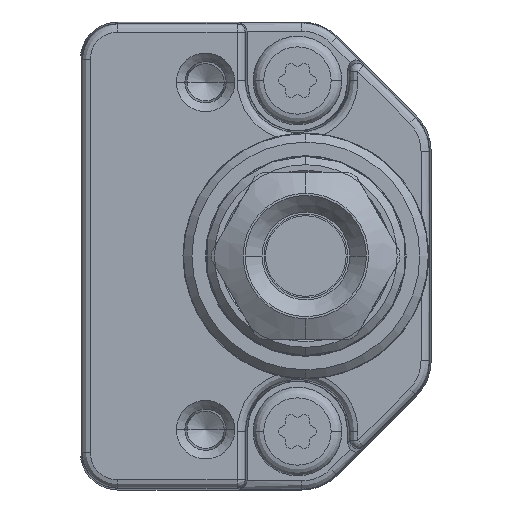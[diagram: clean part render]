
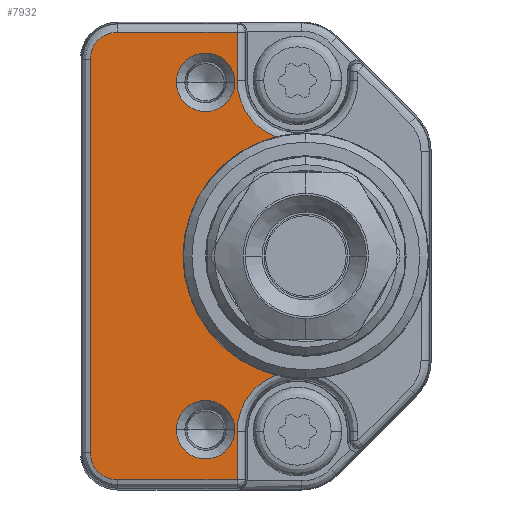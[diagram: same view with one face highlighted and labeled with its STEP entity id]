
A CAD part, left-side view. The second image highlights one B-rep face of the part: STEP entity #7932.
In plain terms, the highlighted planar face has unit normal (-1, 0, 0).
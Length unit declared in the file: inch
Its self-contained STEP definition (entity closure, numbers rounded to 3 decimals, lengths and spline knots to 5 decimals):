
#1235=DIRECTION('',(0.,0.,1.));
#1236=VECTOR('',#1235,0.11399);
#1237=CARTESIAN_POINT('',(-0.49213,0.45723,
-0.52737));
#1238=LINE('',#1237,#1236);
#1239=DIRECTION('',(0.,-1.,0.));
#1240=VECTOR('',#1239,0.28096);
#1241=CARTESIAN_POINT('',(-0.49213,0.73819,
-0.52737));
#1242=LINE('',#1241,#1240);
#1243=CARTESIAN_POINT('',(-0.49213,0.73819,
-0.4626));
#1244=DIRECTION('',(-1.,0.,0.));
#1245=DIRECTION('',(0.,1.,0.));
#1246=AXIS2_PLACEMENT_3D('',#1243,#1244,#1245);
#1248=DIRECTION('',(0.,0.,-1.));
#1249=VECTOR('',#1248,0.9252);
#1250=CARTESIAN_POINT('',(-0.49213,0.80296,
0.4626));
#1251=LINE('',#1250,#1249);
#1252=CARTESIAN_POINT('',(-0.49213,0.73819,
0.4626));
#1253=DIRECTION('',(-1.,0.,0.));
#1254=DIRECTION('',(0.,0.,1.));
#1255=AXIS2_PLACEMENT_3D('',#1252,#1253,#1254);
#1257=DIRECTION('',(0.,1.,0.));
#1258=VECTOR('',#1257,0.28096);
#1259=CARTESIAN_POINT('',(-0.49213,0.45723,
0.52737));
#1260=LINE('',#1259,#1258);
#1261=DIRECTION('',(0.,0.,1.));
#1262=VECTOR('',#1261,0.11399);
#1263=CARTESIAN_POINT('',(-0.49213,0.45723,
0.41339));
#1264=LINE('',#1263,#1262);
#1265=CARTESIAN_POINT('',(-0.49213,0.31496,
0.41339));
#1266=DIRECTION('',(1.,0.,0.));
#1267=DIRECTION('',(0.,0.359,-0.933));
#1268=AXIS2_PLACEMENT_3D('',#1265,#1266,#1267);
#1270=CARTESIAN_POINT('',(-0.49213,0.29528,0.));
#1271=DIRECTION('',(-1.,0.,0.));
#1272=DIRECTION('',(0.,0.244,0.97));
#1273=AXIS2_PLACEMENT_3D('',#1270,#1271,#1272);
#1275=CARTESIAN_POINT('',(-0.49213,0.31496,
-0.41339));
#1276=DIRECTION('',(1.,0.,0.));
#1277=DIRECTION('',(0.,1.,0.));
#1278=AXIS2_PLACEMENT_3D('',#1275,#1276,#1277);
#1280=CARTESIAN_POINT('',(-0.49213,0.5315,
-0.40915));
#1281=DIRECTION('',(1.,0.,0.));
#1282=DIRECTION('',(0.,-1.,0.));
#1283=AXIS2_PLACEMENT_3D('',#1280,#1281,#1282);
#1285=CARTESIAN_POINT('',(-0.49213,0.5315,
-0.40915));
#1286=DIRECTION('',(1.,0.,0.));
#1287=DIRECTION('',(0.,1.,0.));
#1288=AXIS2_PLACEMENT_3D('',#1285,#1286,#1287);
#1290=CARTESIAN_POINT('',(-0.49213,0.5315,
0.40915));
#1291=DIRECTION('',(1.,0.,0.));
#1292=DIRECTION('',(0.,-1.,0.));
#1293=AXIS2_PLACEMENT_3D('',#1290,#1291,#1292);
#1295=CARTESIAN_POINT('',(-0.49213,0.5315,
0.40915));
#1296=DIRECTION('',(1.,0.,0.));
#1297=DIRECTION('',(0.,1.,0.));
#1298=AXIS2_PLACEMENT_3D('',#1295,#1296,#1297);
#5886=CARTESIAN_POINT('',(-0.49213,0.80296,
-0.4626));
#5887=CARTESIAN_POINT('',(-0.49213,0.73819,
-0.52737));
#5888=VERTEX_POINT('',#5886);
#5889=VERTEX_POINT('',#5887);
#5894=CARTESIAN_POINT('',(-0.49213,0.80296,
0.4626));
#5895=VERTEX_POINT('',#5894);
#5898=CARTESIAN_POINT('',(-0.49213,0.73819,
0.52737));
#5899=VERTEX_POINT('',#5898);
#5926=CARTESIAN_POINT('',(-0.49213,0.45723,
-0.52737));
#5927=CARTESIAN_POINT('',(-0.49213,0.45723,
-0.41339));
#5928=VERTEX_POINT('',#5926);
#5929=VERTEX_POINT('',#5927);
#5951=CARTESIAN_POINT('',(-0.49213,0.366,
-0.28059));
#5952=VERTEX_POINT('',#5951);
#5967=CARTESIAN_POINT('',(-0.49213,0.45723,
0.41339));
#5968=CARTESIAN_POINT('',(-0.49213,0.45723,
0.52737));
#5969=VERTEX_POINT('',#5967);
#5970=VERTEX_POINT('',#5968);
#5991=CARTESIAN_POINT('',(-0.49213,0.366,
0.28059));
#5992=VERTEX_POINT('',#5991);
#6035=CARTESIAN_POINT('',(-0.49213,0.4626,
-0.40915));
#6036=CARTESIAN_POINT('',(-0.49213,0.60039,
-0.40915));
#6037=VERTEX_POINT('',#6035);
#6038=VERTEX_POINT('',#6036);
#6043=CARTESIAN_POINT('',(-0.49213,0.4626,
0.40915));
#6044=CARTESIAN_POINT('',(-0.49213,0.60039,
0.40915));
#6045=VERTEX_POINT('',#6043);
#6046=VERTEX_POINT('',#6044);
#7896=CARTESIAN_POINT('',(-0.49213,0.,0.));
#7897=DIRECTION('',(-1.,0.,0.));
#7898=DIRECTION('',(0.,0.,1.));
#7899=AXIS2_PLACEMENT_3D('',#7896,#7897,#7898);
#7900=PLANE('',#7899);
#7902=ORIENTED_EDGE('',*,*,#7901,.F.);
#7904=ORIENTED_EDGE('',*,*,#7903,.F.);
#7906=ORIENTED_EDGE('',*,*,#7905,.F.);
#7908=ORIENTED_EDGE('',*,*,#7907,.F.);
#7910=ORIENTED_EDGE('',*,*,#7909,.F.);
#7912=ORIENTED_EDGE('',*,*,#7911,.F.);
#7913=ORIENTED_EDGE('',*,*,#7887,.F.);
#7914=ORIENTED_EDGE('',*,*,#7845,.F.);
#7915=ORIENTED_EDGE('',*,*,#7802,.T.);
#7917=ORIENTED_EDGE('',*,*,#7916,.F.);
#7918=EDGE_LOOP('',(#7902,#7904,#7906,#7908,#7910,#7912,#7913,#7914,#7915,
#7917));
#7919=FACE_OUTER_BOUND('',#7918,.F.);
#7921=ORIENTED_EDGE('',*,*,#7920,.F.);
#7923=ORIENTED_EDGE('',*,*,#7922,.F.);
#7924=EDGE_LOOP('',(#7921,#7923));
#7925=FACE_BOUND('',#7924,.F.);
#7927=ORIENTED_EDGE('',*,*,#7926,.F.);
#7929=ORIENTED_EDGE('',*,*,#7928,.F.);
#7930=EDGE_LOOP('',(#7927,#7929));
#7931=FACE_BOUND('',#7930,.F.);
#7932=ADVANCED_FACE('',(#7919,#7925,#7931),#7900,.T.);
#1247=CIRCLE('',#1246,0.06477);
#1256=CIRCLE('',#1255,0.06477);
#1269=CIRCLE('',#1268,0.14227);
#1274=CIRCLE('',#1273,0.28937);
#1279=CIRCLE('',#1278,0.14227);
#1284=CIRCLE('',#1283,0.0689);
#1289=CIRCLE('',#1288,0.0689);
#1294=CIRCLE('',#1293,0.0689);
#1299=CIRCLE('',#1298,0.0689);
#7802=EDGE_CURVE('',#5992,#5952,#1274,.T.);
#7845=EDGE_CURVE('',#5992,#5969,#1269,.T.);
#7887=EDGE_CURVE('',#5969,#5970,#1264,.T.);
#7901=EDGE_CURVE('',#5928,#5929,#1238,.T.);
#7903=EDGE_CURVE('',#5889,#5928,#1242,.T.);
#7905=EDGE_CURVE('',#5888,#5889,#1247,.T.);
#7907=EDGE_CURVE('',#5895,#5888,#1251,.T.);
#7909=EDGE_CURVE('',#5899,#5895,#1256,.T.);
#7911=EDGE_CURVE('',#5970,#5899,#1260,.T.);
#7916=EDGE_CURVE('',#5929,#5952,#1279,.T.);
#7920=EDGE_CURVE('',#6037,#6038,#1284,.T.);
#7922=EDGE_CURVE('',#6038,#6037,#1289,.T.);
#7926=EDGE_CURVE('',#6045,#6046,#1294,.T.);
#7928=EDGE_CURVE('',#6046,#6045,#1299,.T.);
